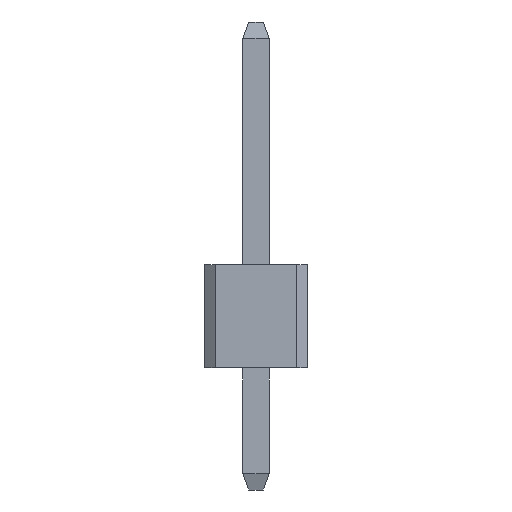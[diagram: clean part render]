
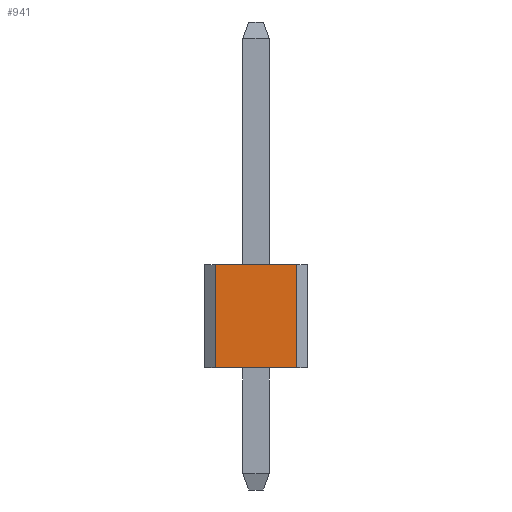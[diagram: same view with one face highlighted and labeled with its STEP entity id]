
A CAD part, front view. The second image highlights one B-rep face of the part: STEP entity #941.
In plain terms, the highlighted planar face has unit normal (0, -1, 0).
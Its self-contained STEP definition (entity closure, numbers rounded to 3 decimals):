
#43 = PLANE ( 'NONE',  #1336 ) ;
#94 = CARTESIAN_POINT ( 'NONE',  ( 1., -1.27, 3. ) ) ;
#102 = ORIENTED_EDGE ( 'NONE', *, *, #796, .T. ) ;
#125 = VECTOR ( 'NONE', #478, 1000. ) ;
#311 = CARTESIAN_POINT ( 'NONE',  ( 1., -1.27, 5.54 ) ) ;
#340 = CARTESIAN_POINT ( 'NONE',  ( -1., -1.27, 5.54 ) ) ;
#342 = FACE_OUTER_BOUND ( 'NONE', #1175, .T. ) ;
#407 = VECTOR ( 'NONE', #829, 1000. ) ;
#459 = CARTESIAN_POINT ( 'NONE',  ( -1., -1.27, 5.54 ) ) ;
#461 = CARTESIAN_POINT ( 'NONE',  ( -1., -1.27, 3. ) ) ;
#478 = DIRECTION ( 'NONE',  ( 0., 0., -1. ) ) ;
#483 = VECTOR ( 'NONE', #1108, 1000. ) ;
#510 = ORIENTED_EDGE ( 'NONE', *, *, #1099, .F. ) ;
#566 = VERTEX_POINT ( 'NONE', #923 ) ;
#569 = VECTOR ( 'NONE', #943, 1000. ) ;
#672 = LINE ( 'NONE', #1105, #125 ) ;
#680 = LINE ( 'NONE', #340, #483 ) ;
#782 = DIRECTION ( 'NONE',  ( 0., -1., 0. ) ) ;
#796 = EDGE_CURVE ( 'NONE', #1271, #566, #680, .T. ) ;
#812 = CARTESIAN_POINT ( 'NONE',  ( -1., -1.27, 3. ) ) ;
#829 = DIRECTION ( 'NONE',  ( -1., 0., 0. ) ) ;
#836 = ORIENTED_EDGE ( 'NONE', *, *, #1030, .F. ) ;
#842 = VERTEX_POINT ( 'NONE', #461 ) ;
#869 = CARTESIAN_POINT ( 'NONE',  ( 1., -1.27, 5.54 ) ) ;
#879 = ORIENTED_EDGE ( 'NONE', *, *, #934, .T. ) ;
#921 = LINE ( 'NONE', #812, #407 ) ;
#923 = CARTESIAN_POINT ( 'NONE',  ( -1., -1.27, 5.54 ) ) ;
#934 = EDGE_CURVE ( 'NONE', #566, #842, #672, .T. ) ;
#941 = ADVANCED_FACE ( 'NONE', ( #342 ), #43, .T. ) ;
#943 = DIRECTION ( 'NONE',  ( 0., 0., -1. ) ) ;
#1030 = EDGE_CURVE ( 'NONE', #1057, #842, #921, .T. ) ;
#1057 = VERTEX_POINT ( 'NONE', #94 ) ;
#1099 = EDGE_CURVE ( 'NONE', #1271, #1057, #1204, .T. ) ;
#1105 = CARTESIAN_POINT ( 'NONE',  ( -1., -1.27, 5.54 ) ) ;
#1108 = DIRECTION ( 'NONE',  ( -1., 0., 0. ) ) ;
#1175 = EDGE_LOOP ( 'NONE', ( #836, #510, #102, #879 ) ) ;
#1204 = LINE ( 'NONE', #311, #569 ) ;
#1210 = DIRECTION ( 'NONE',  ( 0., 0., -1. ) ) ;
#1271 = VERTEX_POINT ( 'NONE', #869 ) ;
#1336 = AXIS2_PLACEMENT_3D ( 'NONE', #459, #782, #1210 ) ;
